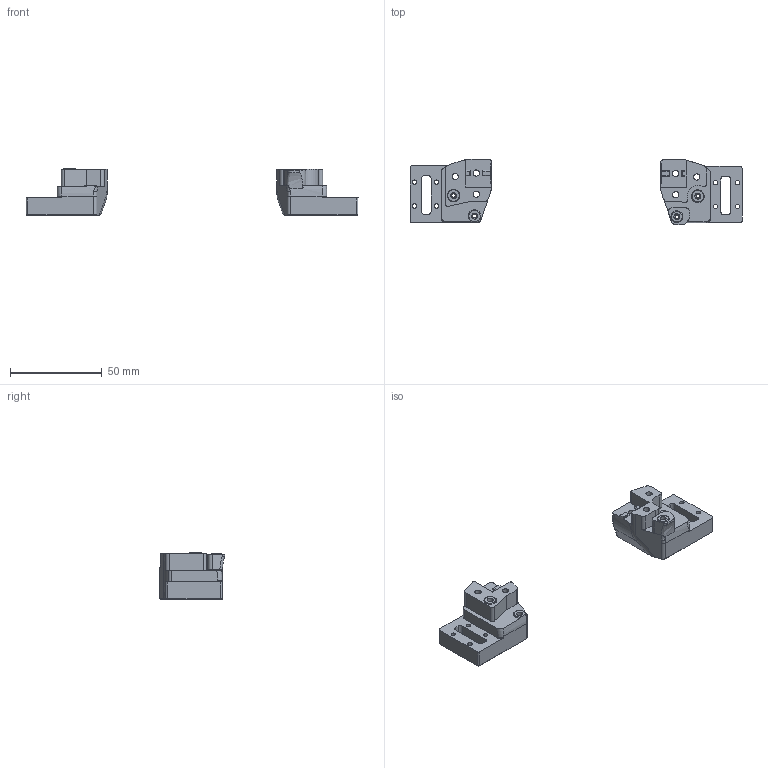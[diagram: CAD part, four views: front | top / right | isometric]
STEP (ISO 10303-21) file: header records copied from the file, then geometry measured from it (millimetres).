
FILE_DESCRIPTION(/* description */ (''),/* implementation_level */ '2;1');
FILE_NAME(/* name */ 'Micron_Pin_Mod_PowgeGates16TIdlers.step',/* time_stamp */ '2023-11-09T18:08:51-08:00',/* author */ (''),/* organization */ (''),/* preprocessor_version */ 'ST-DEVELOPER v20',/* originating_system */ 'Autodesk Translation Framework v12.14.0.127',/* authorisation */ '');
FILE_SCHEMA (('AUTOMOTIVE_DESIGN { 1 0 10303 214 3 1 1 }'));
Length unit declared in the file: millimetre
Products named in the file (9): Micron_Pin_Mod_PowgeGates16TIdlers; Gantry; X Axis; XY Joint Right (1); XY Joint - Right (1); XY Joint Lower Right (1); XY Joint Left (1); XY Joint - Left (1); XY Joint Lower Left (1)
Assembly tree (8 placements, depth 6):
  Micron_Pin_Mod_PowgeGates16TIdlers
    Gantry
      X Axis
        XY Joint Right (1)
          XY Joint - Right (1)
            XY Joint Lower Right (1)
        XY Joint Left (1)
          XY Joint - Left (1)
            XY Joint Lower Left (1)
Bounding box: 181.26 x 35.69 x 25.6 mm (x, y, z)
Volume: 39200.2 mm3; surface area: 14711.5 mm2
Topology: 2 solids, 2 shells, 326 faces, 837 edges, 514 vertices
Faces by surface type: plane 177, cylinder 83, cone 44, bspline 18, torus 4
Full cylindrical faces by diameter (mm): 2 x4, 2.4 x8, 3.2 x4, 3.4 x6, 4.7 x4, 6 x2
Entity records: 11186 total; most frequent: CARTESIAN_POINT 2941, DIRECTION 1742, ORIENTED_EDGE 1658, EDGE_CURVE 829, AXIS2_PLACEMENT_3D 621, VERTEX_POINT 514, LINE 500, VECTOR 500
